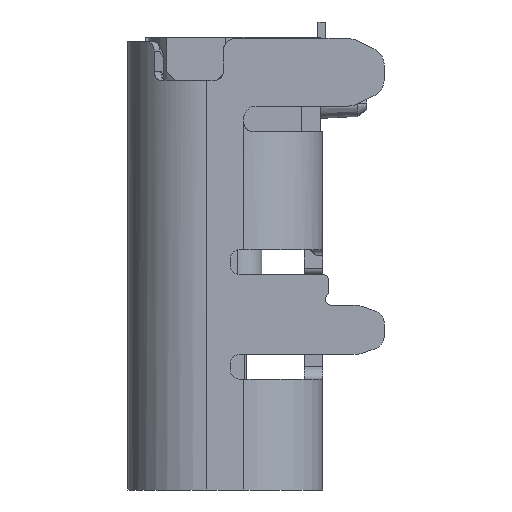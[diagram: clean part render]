
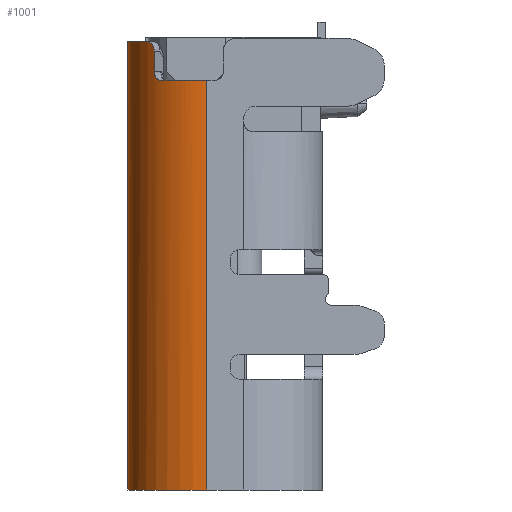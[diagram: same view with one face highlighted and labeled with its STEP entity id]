
A CAD part, left-side view. The second image highlights one B-rep face of the part: STEP entity #1001.
In plain terms, the highlighted cylindrical face has radius 1.28 mm (diameter 2.56 mm), a partial arc.
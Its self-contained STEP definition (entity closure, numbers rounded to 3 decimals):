
#1001=ADVANCED_FACE('',(#2343),#2344,.T.);
#2343=FACE_OUTER_BOUND('',#4069,.T.);
#2344=CYLINDRICAL_SURFACE('',#4070,1.28);
#4069=EDGE_LOOP('',(#7586,#7587,#7588,#7589,#7590,#7591,#7592,#7593,#7594,#7595));
#4070=AXIS2_PLACEMENT_3D('',#7596,#7597,#7598);
#7586=ORIENTED_EDGE('',*,*,#12148,.T.);
#7587=ORIENTED_EDGE('',*,*,#12146,.T.);
#7588=ORIENTED_EDGE('',*,*,#12141,.F.);
#7589=ORIENTED_EDGE('',*,*,#12149,.T.);
#7590=ORIENTED_EDGE('',*,*,#12150,.T.);
#7591=ORIENTED_EDGE('',*,*,#12151,.F.);
#7592=ORIENTED_EDGE('',*,*,#12152,.T.);
#7593=ORIENTED_EDGE('',*,*,#12043,.F.);
#7594=ORIENTED_EDGE('',*,*,#12153,.T.);
#7595=ORIENTED_EDGE('',*,*,#12154,.T.);
#7596=CARTESIAN_POINT('',(-3.19,0.295,-7.269));
#7597=DIRECTION('',(0.0,0.0,1.0));
#7598=DIRECTION('',(-0.999,-0.051,0.0));
#12043=EDGE_CURVE('',#15340,#15342,#15343,.T.);
#12141=EDGE_CURVE('',#15474,#15476,#15477,.T.);
#12146=EDGE_CURVE('',#15480,#15476,#15484,.T.);
#12148=EDGE_CURVE('',#15486,#15480,#15487,.T.);
#12149=EDGE_CURVE('',#15474,#15488,#15489,.T.);
#12150=EDGE_CURVE('',#15488,#15490,#15491,.T.);
#12151=EDGE_CURVE('',#15492,#15490,#15493,.T.);
#12152=EDGE_CURVE('',#15492,#15342,#15494,.T.);
#12153=EDGE_CURVE('',#15340,#15495,#15496,.T.);
#12154=EDGE_CURVE('',#15495,#15486,#15497,.T.);
#15340=VERTEX_POINT('',#21579);
#15342=VERTEX_POINT('',#21582);
#15343=LINE('',#21583,#21584);
#15474=VERTEX_POINT('',#21802);
#15476=VERTEX_POINT('',#21805);
#15477=LINE('',#21806,#21807);
#15480=VERTEX_POINT('',#21811);
#15484=B_SPLINE_CURVE_WITH_KNOTS('',3,(#21821,#21822,#21823,#21824,#21825,#21826,#21827,#21828),.UNSPECIFIED.,.F.,.F.,(4,1,1,1,1,4),(0.0,0.2,0.4,0.6,0.8,1.0),.UNSPECIFIED.);
#15486=VERTEX_POINT('',#21830);
#15487=CIRCLE('',#21831,1.28);
#15488=VERTEX_POINT('',#21832);
#15489=B_SPLINE_CURVE_WITH_KNOTS('',3,(#21833,#21834,#21835,#21836,#21837,#21838,#21839,#21840,#21841),.UNSPECIFIED.,.F.,.F.,(4,1,1,1,1,1,4),(0.0,0.167,0.333,0.5,0.667,0.833,1.0),.UNSPECIFIED.);
#15490=VERTEX_POINT('',#21842);
#15491=CIRCLE('',#21843,1.28);
#15492=VERTEX_POINT('',#21844);
#15493=LINE('',#21845,#21846);
#15494=CIRCLE('',#21847,1.28);
#15495=VERTEX_POINT('',#21848);
#15496=CIRCLE('',#21849,1.28);
#15497=CIRCLE('',#21850,1.28);
#21579=CARTESIAN_POINT('',(-4.47,0.295,-4.258));
#21582=CARTESIAN_POINT('',(-4.47,0.295,-10.908));
#21583=CARTESIAN_POINT('',(-4.47,0.295,-4.258));
#21584=VECTOR('',#26115,6.65);
#21802=CARTESIAN_POINT('',(-4.143,1.15,-3.783));
#21805=CARTESIAN_POINT('',(-4.143,1.15,-4.108));
#21806=CARTESIAN_POINT('',(-4.143,1.15,-3.783));
#21807=VECTOR('',#26213,0.325);
#21811=CARTESIAN_POINT('',(-4.237,1.031,-4.258));
#21821=CARTESIAN_POINT('',(-4.237,1.031,-4.258));
#21822=CARTESIAN_POINT('',(-4.228,1.044,-4.258));
#21823=CARTESIAN_POINT('',(-4.209,1.069,-4.253));
#21824=CARTESIAN_POINT('',(-4.182,1.104,-4.231));
#21825=CARTESIAN_POINT('',(-4.161,1.13,-4.197));
#21826=CARTESIAN_POINT('',(-4.146,1.147,-4.154));
#21827=CARTESIAN_POINT('',(-4.143,1.15,-4.123));
#21828=CARTESIAN_POINT('',(-4.143,1.15,-4.108));
#21830=CARTESIAN_POINT('',(-4.368,0.795,-4.258));
#21831=AXIS2_PLACEMENT_3D('',#26216,#26217,#26218);
#21832=CARTESIAN_POINT('',(-4.031,1.26,-3.633));
#21833=CARTESIAN_POINT('',(-4.143,1.15,-3.783));
#21834=CARTESIAN_POINT('',(-4.143,1.15,-3.77));
#21835=CARTESIAN_POINT('',(-4.14,1.153,-3.744));
#21836=CARTESIAN_POINT('',(-4.13,1.164,-3.706));
#21837=CARTESIAN_POINT('',(-4.113,1.182,-3.676));
#21838=CARTESIAN_POINT('',(-4.09,1.206,-3.651));
#21839=CARTESIAN_POINT('',(-4.063,1.231,-3.637));
#21840=CARTESIAN_POINT('',(-4.042,1.25,-3.633));
#21841=CARTESIAN_POINT('',(-4.031,1.26,-3.633));
#21842=CARTESIAN_POINT('',(-3.19,1.575,-3.633));
#21843=AXIS2_PLACEMENT_3D('',#26219,#26220,#26221);
#21844=CARTESIAN_POINT('',(-3.19,1.575,-10.908));
#21845=CARTESIAN_POINT('',(-3.19,1.575,-10.908));
#21846=VECTOR('',#26222,7.275);
#21847=AXIS2_PLACEMENT_3D('',#26223,#26224,#26225);
#21848=CARTESIAN_POINT('',(-4.445,0.547,-4.258));
#21849=AXIS2_PLACEMENT_3D('',#26226,#26227,#26228);
#21850=AXIS2_PLACEMENT_3D('',#26229,#26230,#26231);
#26115=DIRECTION('',(0.,0.,-1.0));
#26213=DIRECTION('',(0.,0.,-1.));
#26216=CARTESIAN_POINT('',(-3.19,0.295,-4.258));
#26217=DIRECTION('',(0.0,0.0,-1.0));
#26218=DIRECTION('',(-0.921,0.391,0.0));
#26219=CARTESIAN_POINT('',(-3.19,0.295,-3.633));
#26220=DIRECTION('',(0.0,0.0,-1.0));
#26221=DIRECTION('',(-0.657,0.754,0.0));
#26222=DIRECTION('',(0.,0.,1.));
#26223=CARTESIAN_POINT('',(-3.19,0.295,-10.908));
#26224=DIRECTION('',(0.0,-0.0,1.0));
#26225=DIRECTION('',(0.,1.,0.0));
#26226=CARTESIAN_POINT('',(-3.19,0.295,-4.258));
#26227=DIRECTION('',(0.0,0.0,-1.0));
#26228=DIRECTION('',(-1.0,0.,0.0));
#26229=CARTESIAN_POINT('',(-3.19,0.295,-4.258));
#26230=DIRECTION('',(0.0,0.0,-1.0));
#26231=DIRECTION('',(-0.98,0.197,0.0));
